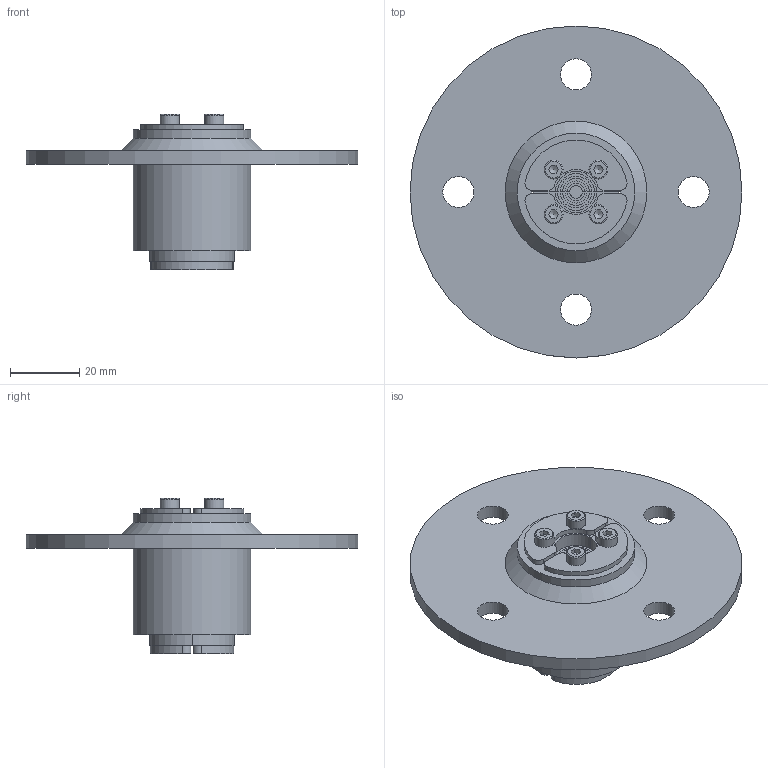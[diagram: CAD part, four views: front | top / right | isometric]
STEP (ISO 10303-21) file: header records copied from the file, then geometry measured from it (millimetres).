
FILE_DESCRIPTION((''),'2;1');
FILE_NAME('RS25BEX.stp','2014-03-15T21:42:52',('se-milkar'),(''),'Autodesk Inventor 2013','Autodesk Inventor 2013','');
FILE_SCHEMA(('AUTOMOTIVE_DESIGN { 1 2 10303 214 0 1 1 1 }'));
Length unit declared in the file: millimetre
Products named in the file (9): RS25BEX; SLFRS25; RS25; 100-004995; FRONT FITTING RS25 EX; ISO 4762 M3 x 30; RUBBER25; 100-004887; REAR FITTING RS 25 EX
Assembly tree (15 placements, depth 3):
  RS25BEX
    SLFRS25
    RS25
      100-004995
      FRONT FITTING RS25 EX  x2
      ISO 4762 M3 x 30  x4
      RUBBER25  x2
      100-004887  x2
      REAR FITTING RS 25 EX  x2
Bounding box: 96 x 96 x 45 mm (x, y, z)
Volume: 57604.3 mm3; surface area: 41743.1 mm2
Topology: 24 solids, 24 shells, 212 faces, 462 edges, 304 vertices
Faces by surface type: plane 114, cylinder 81, cone 9, torus 8
Full cylindrical faces by diameter (mm): 3 x16, 3.6 x1, 5.5 x4, 9 x4, 25.5 x1, 34 x2, 96 x1
Entity records: 3060 total; most frequent: DIRECTION 518, CARTESIAN_POINT 461, ORIENTED_EDGE 376, AXIS2_PLACEMENT_3D 213, EDGE_CURVE 188, EDGE_LOOP 146, VERTEX_POINT 138, FACE_OUTER_BOUND 99
